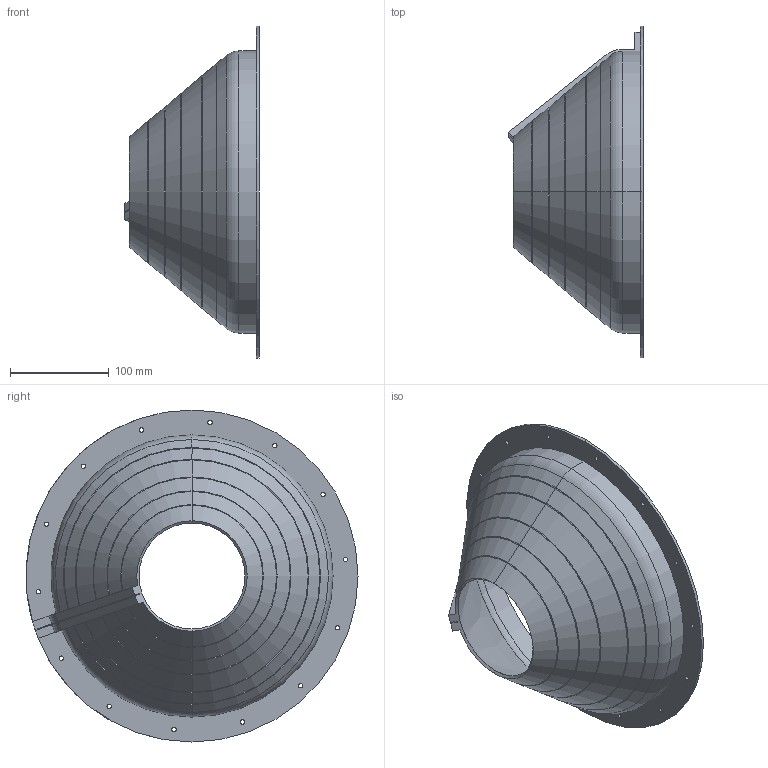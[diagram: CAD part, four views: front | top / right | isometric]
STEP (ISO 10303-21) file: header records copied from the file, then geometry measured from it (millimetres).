
FILE_DESCRIPTION (( 'STEP AP203' ), '1' );
FILE_NAME ('DUMMY-PIPEtite-PRT(125-275)-BODY.STEP', '2018-09-12T21:41:52', ( '' ), ( '' ), 'SwSTEP 2.0', 'SolidWorks 2013', '' );
FILE_SCHEMA (( 'CONFIG_CONTROL_DESIGN' ));
Length unit declared in the file: millimetre
Products named in the file (1): DUMMY-PIPEtite-PRT(125-275)-BODY
Bounding box: 136.52 x 336.5 x 336.5 mm (x, y, z)
Volume: 414489.6 mm3; surface area: 274728.5 mm2
Topology: 1 solids, 1 shells, 112 faces, 291 edges, 180 vertices
Faces by surface type: cylinder 38, torus 35, cone 22, plane 15, bspline 2
Entity records: 3776 total; most frequent: CARTESIAN_POINT 863, DIRECTION 625, ORIENTED_EDGE 582, EDGE_CURVE 291, AXIS2_PLACEMENT_3D 268, VERTEX_POINT 180, CIRCLE 157, EDGE_LOOP 141
